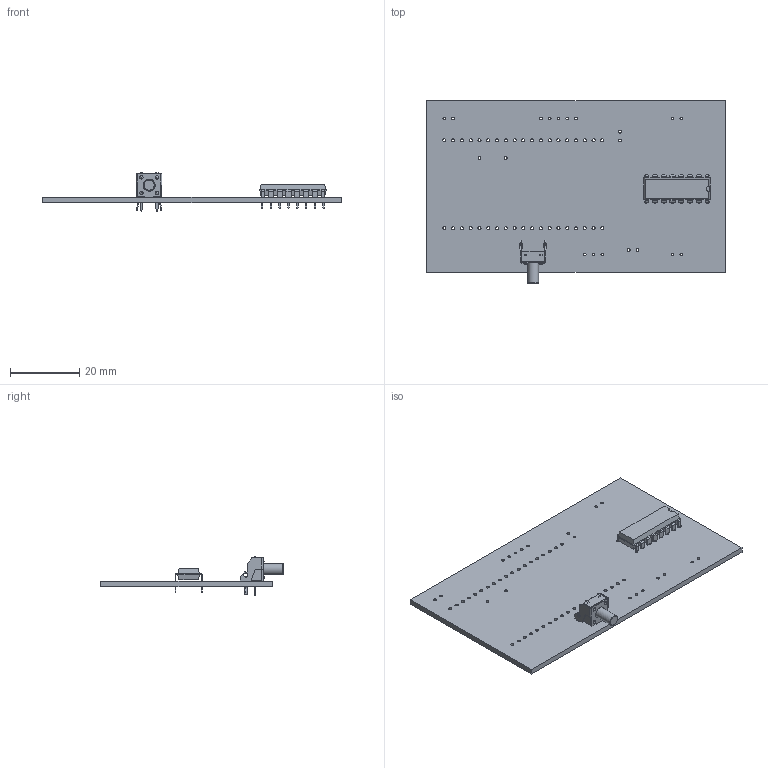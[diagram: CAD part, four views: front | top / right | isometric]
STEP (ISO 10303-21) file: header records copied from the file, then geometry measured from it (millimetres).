
FILE_DESCRIPTION(('KiCad electronic assembly'),'2;1');
FILE_NAME('pcb.step','2022-12-10T11:05:01',('An Author'),('A Company'), 'Open CASCADE STEP processor 6.9','KiCad to STEP converter','Unknown' );
FILE_SCHEMA(('AUTOMOTIVE_DESIGN { 1 0 10303 214 1 1 1 1 }'));
Length unit declared in the file: millimetre
Products named in the file (6): Open CASCADE STEP translator 6.9 1; SW_Tactile_SPST_Angled_PTS645Vx83-2LFS; SOLID; DIP-16_W7.62mm; COMPOUND
Assembly tree (5 placements, depth 3):
  Open CASCADE STEP translator 6.9 1
    SW_Tactile_SPST_Angled_PTS645Vx83-2LFS
      SOLID
    DIP-16_W7.62mm
      SOLID
    COMPOUND
Bounding box: 86.36 x 52.71 x 11 mm (x, y, z)
Volume: 7367.2 mm3; surface area: 10265.2 mm2
Topology: 3 solids, 3 shells, 504 faces, 1378 edges, 895 vertices
Faces by surface type: plane 318, cylinder 153, bspline 28, sphere 4, torus 1
Full cylindrical faces by diameter (mm): 0.8 x40, 0.9 x40, 1 x4, 1.2 x2, 3.14 x1, 3.5 x1
Entity records: 38596 total; most frequent: CARTESIAN_POINT 8099, DIRECTION 5069, LINE 3370, VECTOR 3370, ORIENTED_EDGE 2748, PCURVE 2748, DEFINITIONAL_REPRESENTATION 2748, EDGE_CURVE 1374
